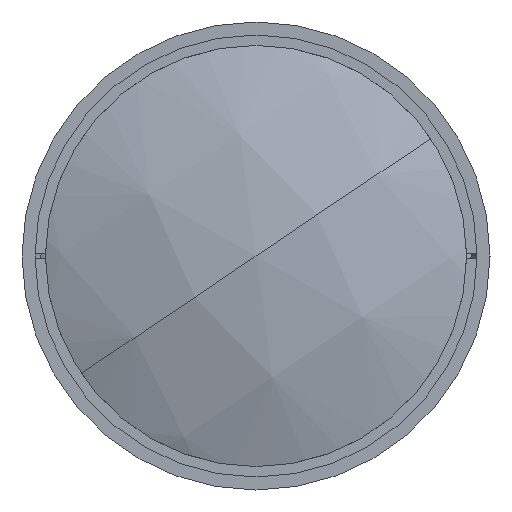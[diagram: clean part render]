
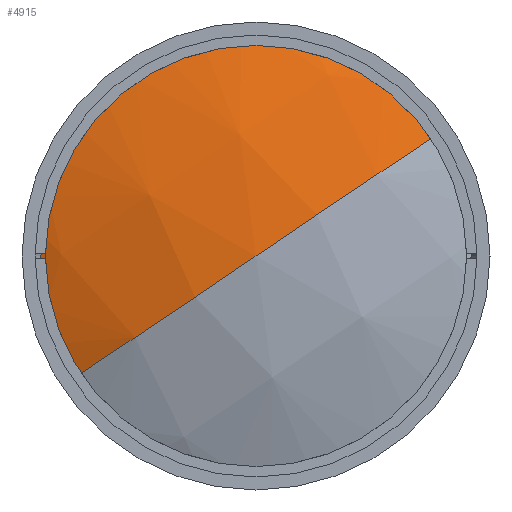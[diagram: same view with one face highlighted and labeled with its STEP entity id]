
A CAD part, left-side view. The second image highlights one B-rep face of the part: STEP entity #4915.
In plain terms, the highlighted spherical face has radius 111.8 mm.
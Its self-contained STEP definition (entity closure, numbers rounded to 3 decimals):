
#36 = CIRCLE ( 'NONE', #6253, 111.8 ) ;
#1046 = CARTESIAN_POINT ( 'NONE',  ( 9.488, 0., 0. ) ) ;
#1143 = CARTESIAN_POINT ( 'NONE',  ( 9.488, -34.435, 23.162 ) ) ;
#1192 = FACE_OUTER_BOUND ( 'NONE', #1226, .T. ) ;
#1226 = EDGE_LOOP ( 'NONE', ( #13383, #9156, #11802 ) ) ;
#1409 = CARTESIAN_POINT ( 'NONE',  ( 9.488, 34.435, -23.162 ) ) ;
#1928 = CIRCLE ( 'NONE', #4339, 111.8 ) ;
#2231 = EDGE_CURVE ( 'NONE', #11413, #7225, #1928, .T. ) ;
#2467 = DIRECTION ( 'NONE',  ( 0., 0.558, 0.83 ) ) ;
#2818 = VERTEX_POINT ( 'NONE', #1143 ) ;
#4214 = CARTESIAN_POINT ( 'NONE',  ( 113.3, 0., 0. ) ) ;
#4339 = AXIS2_PLACEMENT_3D ( 'NONE', #4214, #14062, #5619 ) ;
#4915 = ADVANCED_FACE ( 'NONE', ( #1192 ), #11528, .T. ) ;
#5619 = DIRECTION ( 'NONE',  ( 0., -0.83, 0.558 ) ) ;
#6102 = DIRECTION ( 'NONE',  ( 0., -0.558, -0.83 ) ) ;
#6253 = AXIS2_PLACEMENT_3D ( 'NONE', #14562, #6102, #15956 ) ;
#7225 = VERTEX_POINT ( 'NONE', #18039 ) ;
#7950 = EDGE_CURVE ( 'NONE', #2818, #7225, #36, .T. ) ;
#8254 = AXIS2_PLACEMENT_3D ( 'NONE', #11221, #12616, #14035 ) ;
#9156 = ORIENTED_EDGE ( 'NONE', *, *, #2231, .T. ) ;
#10181 = EDGE_CURVE ( 'NONE', #2818, #11413, #11691, .T. ) ;
#10894 = DIRECTION ( 'NONE',  ( -1., 0., 0. ) ) ;
#11221 = CARTESIAN_POINT ( 'NONE',  ( 113.3, 0., 0. ) ) ;
#11413 = VERTEX_POINT ( 'NONE', #1409 ) ;
#11528 = SPHERICAL_SURFACE ( 'NONE', #8254, 111.8 ) ;
#11691 = CIRCLE ( 'NONE', #13346, 41.5 ) ;
#11802 = ORIENTED_EDGE ( 'NONE', *, *, #7950, .F. ) ;
#12616 = DIRECTION ( 'NONE',  ( 0., 0.558, 0.83 ) ) ;
#13346 = AXIS2_PLACEMENT_3D ( 'NONE', #1046, #10894, #2467 ) ;
#13383 = ORIENTED_EDGE ( 'NONE', *, *, #10181, .T. ) ;
#14035 = DIRECTION ( 'NONE',  ( 0., -0.83, 0.558 ) ) ;
#14062 = DIRECTION ( 'NONE',  ( 0., 0.558, 0.83 ) ) ;
#14562 = CARTESIAN_POINT ( 'NONE',  ( 113.3, 0., 0. ) ) ;
#15956 = DIRECTION ( 'NONE',  ( 0., 0.83, -0.558 ) ) ;
#18039 = CARTESIAN_POINT ( 'NONE',  ( 1.5, 0., 0. ) ) ;
